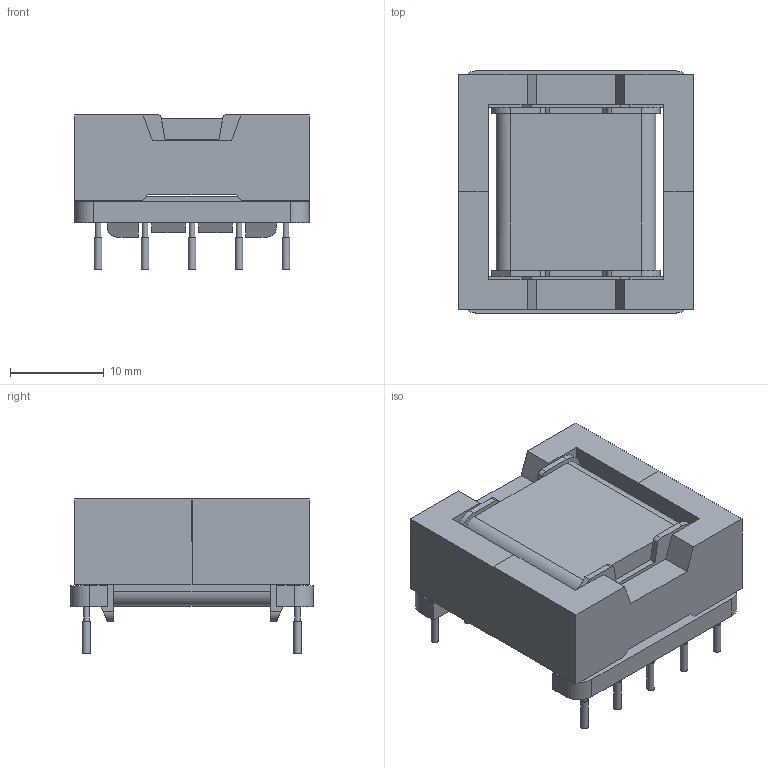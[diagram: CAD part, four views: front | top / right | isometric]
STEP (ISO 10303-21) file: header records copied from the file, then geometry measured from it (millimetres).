
FILE_DESCRIPTION( ( 'Unknown' ), '1' );
FILE_NAME( '760801031.stp', 'Unknown', ( 'Unknown' ), ( 'Unknown' ), 'PSStep 13.0', 'Unknown', ' ' );
FILE_SCHEMA( ( 'AUTOMOTIVE_DESIGN { 1 0 10303 214 1 1 1 1 }' ) );
Length unit declared in the file: millimetre
Products named in the file (3): Assem1; bobbin; EFD25-13-9_core
Bounding box: 25 x 25.81 x 16.6 mm (x, y, z)
Volume: 10491.6 mm3; surface area: 9175.7 mm2
Topology: 5 solids, 5 shells, 350 faces, 884 edges, 584 vertices
Faces by surface type: plane 272, cylinder 78
Full cylindrical faces by diameter (mm): 0.6 x20, 0.8 x20
Entity records: 6018 total; most frequent: CARTESIAN_POINT 812, DIRECTION 794, ORIENTED_EDGE 764, EDGE_CURVE 382, LINE 302, VECTOR 302, VERTEX_POINT 264, AXIS2_PLACEMENT_3D 246
